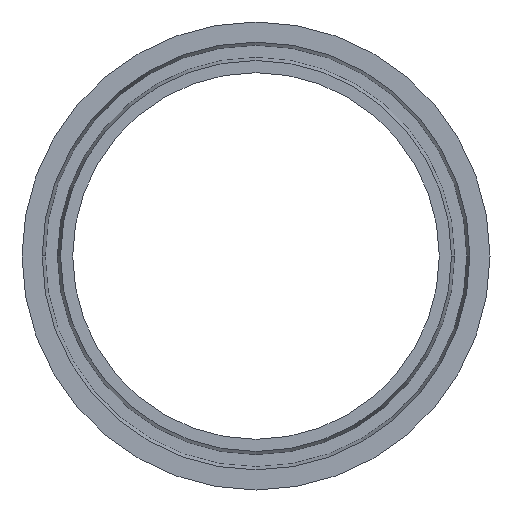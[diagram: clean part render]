
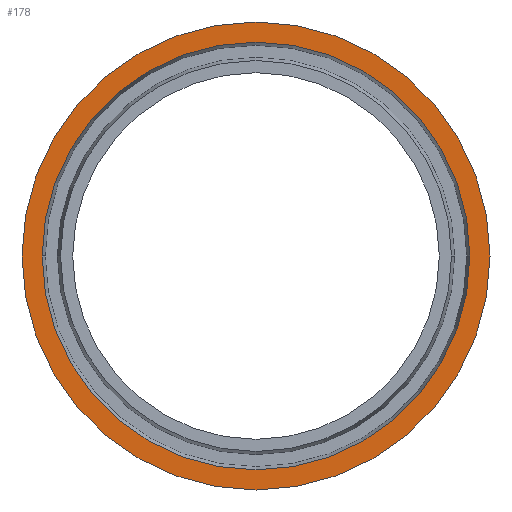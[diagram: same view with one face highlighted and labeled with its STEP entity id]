
A CAD part, front view. The second image highlights one B-rep face of the part: STEP entity #178.
In plain terms, the highlighted face is planar.
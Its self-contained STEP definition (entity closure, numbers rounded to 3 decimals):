
#8 = DIRECTION ( 'NONE',  ( 1., 0., 0. ) ) ;
#21 = CIRCLE ( 'NONE', #678, 350. ) ;
#65 = CARTESIAN_POINT ( 'NONE',  ( 0., 0., -50. ) ) ;
#92 = CARTESIAN_POINT ( 'NONE',  ( 350., 0., -50. ) ) ;
#100 = VERTEX_POINT ( 'NONE', #141 ) ;
#102 = DIRECTION ( 'NONE',  ( 1., 0., 0. ) ) ;
#114 = CARTESIAN_POINT ( 'NONE',  ( -383., 0., -50. ) ) ;
#128 = VERTEX_POINT ( 'NONE', #92 ) ;
#141 = CARTESIAN_POINT ( 'NONE',  ( -350., 0., -50. ) ) ;
#154 = AXIS2_PLACEMENT_3D ( 'NONE', #164, #216, #189 ) ;
#155 = CIRCLE ( 'NONE', #462, 383. ) ;
#157 = DIRECTION ( 'NONE',  ( 1., 0., 0. ) ) ;
#164 = CARTESIAN_POINT ( 'NONE',  ( -350., 0., -50. ) ) ;
#178 = ADVANCED_FACE ( 'NONE', ( #670, #267 ), #687, .F. ) ;
#182 = ORIENTED_EDGE ( 'NONE', *, *, #263, .T. ) ;
#184 = ORIENTED_EDGE ( 'NONE', *, *, #310, .F. ) ;
#189 = DIRECTION ( 'NONE',  ( 1., 0., 0. ) ) ;
#216 = DIRECTION ( 'NONE',  ( 0., 0., 1. ) ) ;
#224 = CIRCLE ( 'NONE', #372, 383. ) ;
#235 = CIRCLE ( 'NONE', #428, 350. ) ;
#263 = EDGE_CURVE ( 'NONE', #100, #128, #21, .T. ) ;
#265 = VERTEX_POINT ( 'NONE', #114 ) ;
#267 = FACE_BOUND ( 'NONE', #669, .T. ) ;
#310 = EDGE_CURVE ( 'NONE', #468, #265, #224, .T. ) ;
#338 = CARTESIAN_POINT ( 'NONE',  ( 383., 0., -50. ) ) ;
#371 = CARTESIAN_POINT ( 'NONE',  ( 0., 0., -50. ) ) ;
#372 = AXIS2_PLACEMENT_3D ( 'NONE', #489, #543, #102 ) ;
#415 = ORIENTED_EDGE ( 'NONE', *, *, #435, .T. ) ;
#426 = DIRECTION ( 'NONE',  ( 1., 0., 0. ) ) ;
#428 = AXIS2_PLACEMENT_3D ( 'NONE', #65, #493, #8 ) ;
#435 = EDGE_CURVE ( 'NONE', #128, #100, #235, .T. ) ;
#462 = AXIS2_PLACEMENT_3D ( 'NONE', #685, #585, #426 ) ;
#468 = VERTEX_POINT ( 'NONE', #338 ) ;
#478 = DIRECTION ( 'NONE',  ( 0., 0., 1. ) ) ;
#489 = CARTESIAN_POINT ( 'NONE',  ( 0., 0., -50. ) ) ;
#493 = DIRECTION ( 'NONE',  ( 0., 0., 1. ) ) ;
#531 = EDGE_LOOP ( 'NONE', ( #184, #674 ) ) ;
#543 = DIRECTION ( 'NONE',  ( 0., 0., 1. ) ) ;
#585 = DIRECTION ( 'NONE',  ( 0., 0., 1. ) ) ;
#655 = EDGE_CURVE ( 'NONE', #265, #468, #155, .T. ) ;
#669 = EDGE_LOOP ( 'NONE', ( #182, #415 ) ) ;
#670 = FACE_OUTER_BOUND ( 'NONE', #531, .T. ) ;
#674 = ORIENTED_EDGE ( 'NONE', *, *, #655, .F. ) ;
#678 = AXIS2_PLACEMENT_3D ( 'NONE', #371, #478, #157 ) ;
#685 = CARTESIAN_POINT ( 'NONE',  ( 0., 0., -50. ) ) ;
#687 = PLANE ( 'NONE',  #154 ) ;
